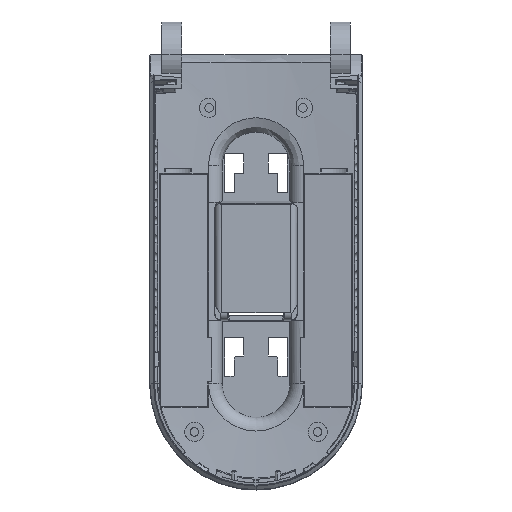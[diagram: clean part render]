
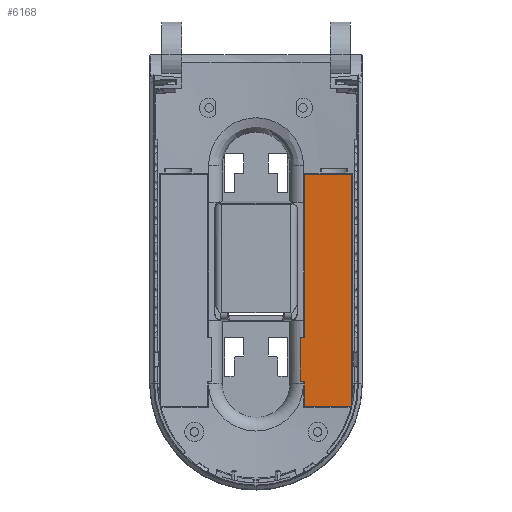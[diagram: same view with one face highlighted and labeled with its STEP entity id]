
A CAD part, front view. The second image highlights one B-rep face of the part: STEP entity #6168.
In plain terms, the highlighted planar face has unit normal (-0.088, -0.996, 0).
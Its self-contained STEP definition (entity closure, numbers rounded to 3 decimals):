
#84 = DIRECTION ( 'NONE',  ( 0., 0., 1. ) ) ;
#823 = DIRECTION ( 'NONE',  ( 0.996, -0.088, 0. ) ) ;
#1577 = ORIENTED_EDGE ( 'NONE', *, *, #27141, .T. ) ;
#1940 = EDGE_CURVE ( 'NONE', #27047, #23288, #39661, .T. ) ;
#3255 = LINE ( 'NONE', #29249, #10121 ) ;
#3863 = VECTOR ( 'NONE', #10730, 1000. ) ;
#3877 = DIRECTION ( 'NONE',  ( 0., 0., -1. ) ) ;
#3954 = CARTESIAN_POINT ( 'NONE',  ( 17.67, 7.514, -58.509 ) ) ;
#4312 = CARTESIAN_POINT ( 'NONE',  ( 19.963, 7.312, -73. ) ) ;
#4808 = CARTESIAN_POINT ( 'NONE',  ( 19.751, 7.33, -72.681 ) ) ;
#5245 = VERTEX_POINT ( 'NONE', #35339 ) ;
#5780 = CARTESIAN_POINT ( 'NONE',  ( 9.944, 8.197, -68.32 ) ) ;
#6039 = ORIENTED_EDGE ( 'NONE', *, *, #34018, .T. ) ;
#6157 = ORIENTED_EDGE ( 'NONE', *, *, #41529, .T. ) ;
#6168 = ADVANCED_FACE ( 'NONE', ( #23530 ), #7247, .F. ) ;
#6333 = ORIENTED_EDGE ( 'NONE', *, *, #13882, .T. ) ;
#6953 = ORIENTED_EDGE ( 'NONE', *, *, #37947, .F. ) ;
#7247 = PLANE ( 'NONE',  #14899 ) ;
#7326 = DIRECTION ( 'NONE',  ( -0.996, 0.088, 0. ) ) ;
#7949 = VERTEX_POINT ( 'NONE', #37033 ) ;
#8107 = CARTESIAN_POINT ( 'NONE',  ( 19.722, 7.333, -72.801 ) ) ;
#8288 = VECTOR ( 'NONE', #823, 1000. ) ;
#10121 = VECTOR ( 'NONE', #3877, 1000. ) ;
#10303 = LINE ( 'NONE', #3954, #17460 ) ;
#10730 = DIRECTION ( 'NONE',  ( 0., 0., -1. ) ) ;
#10820 = EDGE_CURVE ( 'NONE', #33867, #29463, #3255, .T. ) ;
#10907 = CARTESIAN_POINT ( 'NONE',  ( 9.944, 8.197, -58.509 ) ) ;
#11045 = B_SPLINE_CURVE_WITH_KNOTS ( 'NONE', 3,
 ( #17220, #23550, #22929, #39808 ),
 .UNSPECIFIED., .F., .F.,
 ( 4, 4 ),
 ( 0., 1. ),
 .UNSPECIFIED. ) ;
#11369 = CARTESIAN_POINT ( 'NONE',  ( 19.765, 7.329, -72.621 ) ) ;
#11895 = ORIENTED_EDGE ( 'NONE', *, *, #18991, .T. ) ;
#12025 = ORIENTED_EDGE ( 'NONE', *, *, #24155, .T. ) ;
#12357 = CARTESIAN_POINT ( 'NONE',  ( 19.787, 7.327, -24.687 ) ) ;
#12393 = CARTESIAN_POINT ( 'NONE',  ( 9.944, 8.197, -68.107 ) ) ;
#12723 = CARTESIAN_POINT ( 'NONE',  ( 19.787, 7.327, -68. ) ) ;
#13641 = CARTESIAN_POINT ( 'NONE',  ( 9.944, 8.197, -24.702 ) ) ;
#13882 = EDGE_CURVE ( 'NONE', #22758, #32793, #11045, .T. ) ;
#13928 = CARTESIAN_POINT ( 'NONE',  ( 17.67, 7.514, -67.491 ) ) ;
#13944 = EDGE_CURVE ( 'NONE', #24378, #33867, #32653, .T. ) ;
#14709 = CARTESIAN_POINT ( 'NONE',  ( 9.944, 8.197, -68.213 ) ) ;
#14899 = AXIS2_PLACEMENT_3D ( 'NONE', #4312, #33041, #20163 ) ;
#15596 = VECTOR ( 'NONE', #20407, 1000. ) ;
#16145 = LINE ( 'NONE', #25447, #32459 ) ;
#16303 = B_SPLINE_CURVE_WITH_KNOTS ( 'NONE', 3,
 ( #41646, #35717, #35329, #12723 ),
 .UNSPECIFIED., .F., .F.,
 ( 4, 4 ),
 ( 0.038, 1. ),
 .UNSPECIFIED. ) ;
#17050 = DIRECTION ( 'NONE',  ( 0., 0., -1. ) ) ;
#17220 = CARTESIAN_POINT ( 'NONE',  ( 9.944, 8.197, -68.32 ) ) ;
#17460 = VECTOR ( 'NONE', #7326, 1000. ) ;
#17646 = CARTESIAN_POINT ( 'NONE',  ( 13.248, 7.905, -72.846 ) ) ;
#17687 = EDGE_LOOP ( 'NONE', ( #32890, #6157, #20897, #23542, #1577, #25384, #6333, #12025, #6953, #6039, #11895, #29012 ) ) ;
#18915 = VECTOR ( 'NONE', #17050, 1000. ) ;
#18991 = EDGE_CURVE ( 'NONE', #41327, #24378, #16145, .T. ) ;
#20163 = DIRECTION ( 'NONE',  ( 0., 0., -1. ) ) ;
#20407 = DIRECTION ( 'NONE',  ( -0.996, 0.088, -0.002 ) ) ;
#20616 = CARTESIAN_POINT ( 'NONE',  ( 16.492, 7.618, -72.835 ) ) ;
#20897 = ORIENTED_EDGE ( 'NONE', *, *, #1940, .T. ) ;
#21200 = B_SPLINE_CURVE_WITH_KNOTS ( 'NONE', 3,
 ( #21277, #12393, #14709, #37727 ),
 .UNSPECIFIED., .F., .F.,
 ( 4, 4 ),
 ( 0., 1. ),
 .UNSPECIFIED. ) ;
#21277 = CARTESIAN_POINT ( 'NONE',  ( 9.944, 8.197, -68. ) ) ;
#21936 = EDGE_CURVE ( 'NONE', #23288, #7949, #40121, .T. ) ;
#22758 = VERTEX_POINT ( 'NONE', #5780 ) ;
#22929 = CARTESIAN_POINT ( 'NONE',  ( 9.973, 8.195, -71.315 ) ) ;
#23245 = CARTESIAN_POINT ( 'NONE',  ( 19.722, 7.333, -72.801 ) ) ;
#23288 = VERTEX_POINT ( 'NONE', #31925 ) ;
#23342 = CARTESIAN_POINT ( 'NONE',  ( 9.989, 8.193, -72.812 ) ) ;
#23530 = FACE_OUTER_BOUND ( 'NONE', #17687, .T. ) ;
#23542 = ORIENTED_EDGE ( 'NONE', *, *, #21936, .T. ) ;
#23550 = CARTESIAN_POINT ( 'NONE',  ( 9.947, 8.197, -69.817 ) ) ;
#24155 = EDGE_CURVE ( 'NONE', #32793, #31998, #34073, .T. ) ;
#24378 = VERTEX_POINT ( 'NONE', #12357 ) ;
#24452 = CARTESIAN_POINT ( 'NONE',  ( 19.737, 7.332, -72.741 ) ) ;
#25384 = ORIENTED_EDGE ( 'NONE', *, *, #27221, .T. ) ;
#25447 = CARTESIAN_POINT ( 'NONE',  ( 19.787, 7.327, -73. ) ) ;
#25691 = CARTESIAN_POINT ( 'NONE',  ( 11.619, 8.049, -72.827 ) ) ;
#26340 = CARTESIAN_POINT ( 'NONE',  ( 9.132, 8.269, -58.509 ) ) ;
#27047 = VERTEX_POINT ( 'NONE', #26340 ) ;
#27141 = EDGE_CURVE ( 'NONE', #7949, #37846, #40070, .T. ) ;
#27221 = EDGE_CURVE ( 'NONE', #37846, #22758, #21200, .T. ) ;
#29012 = ORIENTED_EDGE ( 'NONE', *, *, #13944, .T. ) ;
#29169 = CARTESIAN_POINT ( 'NONE',  ( 9.989, 8.193, -72.812 ) ) ;
#29249 = CARTESIAN_POINT ( 'NONE',  ( 9.944, 8.197, -73. ) ) ;
#29463 = VERTEX_POINT ( 'NONE', #10907 ) ;
#30092 = CARTESIAN_POINT ( 'NONE',  ( 18.107, 7.476, -72.808 ) ) ;
#30622 =( BOUNDED_CURVE ( )  B_SPLINE_CURVE ( 3, ( #11369, #4808, #24452, #36516 ),
 .UNSPECIFIED., .F., .T. ) 
 B_SPLINE_CURVE_WITH_KNOTS ( ( 4, 4 ),
 ( 0.23, 0.239 ),
 .UNSPECIFIED. ) 
 CURVE ( )  GEOMETRIC_REPRESENTATION_ITEM ( )  RATIONAL_B_SPLINE_CURVE ( ( 1., 1., 1., 1. ) ) 
 REPRESENTATION_ITEM ( '' )  );
#31732 = CARTESIAN_POINT ( 'NONE',  ( 9.944, 8.197, -24.702 ) ) ;
#31925 = CARTESIAN_POINT ( 'NONE',  ( 9.132, 8.269, -67.491 ) ) ;
#31998 = VERTEX_POINT ( 'NONE', #23245 ) ;
#32459 = VECTOR ( 'NONE', #84, 1000. ) ;
#32653 = LINE ( 'NONE', #13641, #15596 ) ;
#32793 = VERTEX_POINT ( 'NONE', #29169 ) ;
#32890 = ORIENTED_EDGE ( 'NONE', *, *, #10820, .T. ) ;
#33041 = DIRECTION ( 'NONE',  ( 0.088, 0.996, 0. ) ) ;
#33322 = CARTESIAN_POINT ( 'NONE',  ( 9.944, 8.197, -73. ) ) ;
#33867 = VERTEX_POINT ( 'NONE', #31732 ) ;
#34018 = EDGE_CURVE ( 'NONE', #5245, #41327, #16303, .T. ) ;
#34073 = B_SPLINE_CURVE_WITH_KNOTS ( 'NONE', 3,
 ( #23342, #25691, #17646, #20616, #30092, #8107 ),
 .UNSPECIFIED., .F., .F.,
 ( 4, 2, 4 ),
 ( 0., 0.5, 0.996 ),
 .UNSPECIFIED. ) ;
#35329 = CARTESIAN_POINT ( 'NONE',  ( 19.787, 7.327, -69.54 ) ) ;
#35339 = CARTESIAN_POINT ( 'NONE',  ( 19.765, 7.329, -72.621 ) ) ;
#35717 = CARTESIAN_POINT ( 'NONE',  ( 19.771, 7.329, -71.081 ) ) ;
#35871 = CARTESIAN_POINT ( 'NONE',  ( 9.132, 8.269, -23. ) ) ;
#36090 = CARTESIAN_POINT ( 'NONE',  ( 9.944, 8.197, -68. ) ) ;
#36516 = CARTESIAN_POINT ( 'NONE',  ( 19.722, 7.333, -72.801 ) ) ;
#37033 = CARTESIAN_POINT ( 'NONE',  ( 9.944, 8.197, -67.491 ) ) ;
#37416 = CARTESIAN_POINT ( 'NONE',  ( 19.787, 7.327, -68. ) ) ;
#37727 = CARTESIAN_POINT ( 'NONE',  ( 9.944, 8.197, -68.32 ) ) ;
#37846 = VERTEX_POINT ( 'NONE', #36090 ) ;
#37947 = EDGE_CURVE ( 'NONE', #5245, #31998, #30622, .T. ) ;
#39661 = LINE ( 'NONE', #35871, #3863 ) ;
#39808 = CARTESIAN_POINT ( 'NONE',  ( 9.989, 8.193, -72.812 ) ) ;
#40070 = LINE ( 'NONE', #33322, #18915 ) ;
#40121 = LINE ( 'NONE', #13928, #8288 ) ;
#41327 = VERTEX_POINT ( 'NONE', #37416 ) ;
#41529 = EDGE_CURVE ( 'NONE', #29463, #27047, #10303, .T. ) ;
#41646 = CARTESIAN_POINT ( 'NONE',  ( 19.765, 7.329, -72.621 ) ) ;
